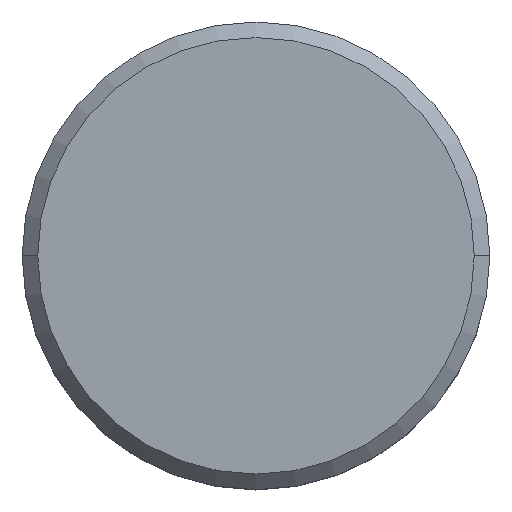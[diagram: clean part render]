
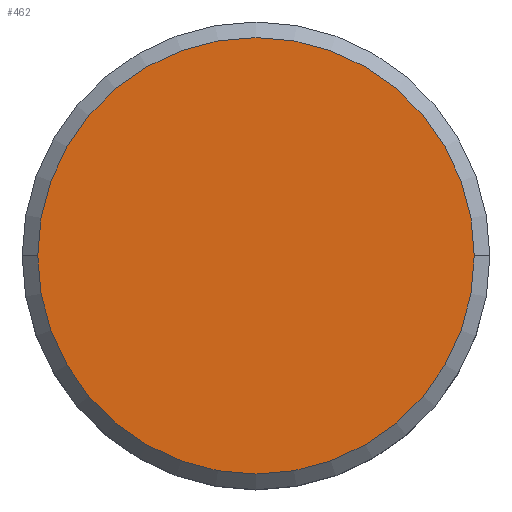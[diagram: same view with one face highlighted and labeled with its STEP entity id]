
A CAD part, top view. The second image highlights one B-rep face of the part: STEP entity #462.
In plain terms, the highlighted planar face has unit normal (0, 0, 1).
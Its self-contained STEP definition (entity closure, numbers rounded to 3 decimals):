
#26 = AXIS2_PLACEMENT_3D ( 'NONE', #785, #1133, #878 ) ;
#122 = CIRCLE ( 'NONE', #229, 7. ) ;
#134 = CARTESIAN_POINT ( 'NONE',  ( -7., 0., 0. ) ) ;
#147 = PLANE ( 'NONE',  #1129 ) ;
#210 = EDGE_CURVE ( 'NONE', #589, #803, #315, .T. ) ;
#229 = AXIS2_PLACEMENT_3D ( 'NONE', #1101, #306, #282 ) ;
#282 = DIRECTION ( 'NONE',  ( 1., 0., 0. ) ) ;
#306 = DIRECTION ( 'NONE',  ( 0., 0., 1. ) ) ;
#315 = CIRCLE ( 'NONE', #26, 7. ) ;
#462 = ADVANCED_FACE ( 'NONE', ( #948 ), #147, .T. ) ;
#589 = VERTEX_POINT ( 'NONE', #134 ) ;
#623 = ORIENTED_EDGE ( 'NONE', *, *, #1019, .T. ) ;
#688 = DIRECTION ( 'NONE',  ( 0., 0., 1. ) ) ;
#695 = ORIENTED_EDGE ( 'NONE', *, *, #210, .T. ) ;
#726 = CARTESIAN_POINT ( 'NONE',  ( 7., 0., 0. ) ) ;
#767 = CARTESIAN_POINT ( 'NONE',  ( 0., 0., 0. ) ) ;
#785 = CARTESIAN_POINT ( 'NONE',  ( 0., 0., 0. ) ) ;
#803 = VERTEX_POINT ( 'NONE', #726 ) ;
#878 = DIRECTION ( 'NONE',  ( 1., 0., 0. ) ) ;
#884 = EDGE_LOOP ( 'NONE', ( #695, #623 ) ) ;
#948 = FACE_OUTER_BOUND ( 'NONE', #884, .T. ) ;
#1019 = EDGE_CURVE ( 'NONE', #803, #589, #122, .T. ) ;
#1101 = CARTESIAN_POINT ( 'NONE',  ( 0., 0., 0. ) ) ;
#1118 = DIRECTION ( 'NONE',  ( 1., 0., 0. ) ) ;
#1129 = AXIS2_PLACEMENT_3D ( 'NONE', #767, #688, #1118 ) ;
#1133 = DIRECTION ( 'NONE',  ( 0., 0., 1. ) ) ;
